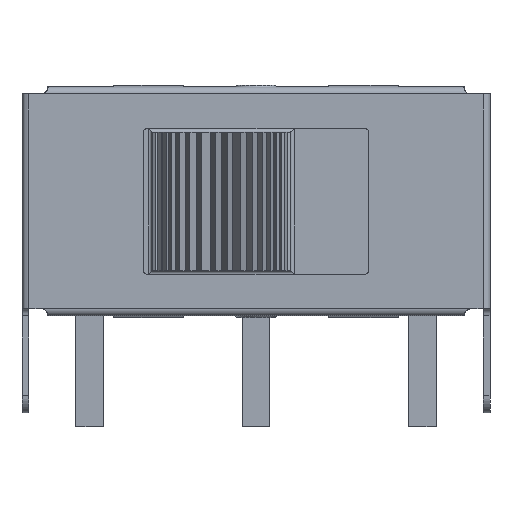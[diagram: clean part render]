
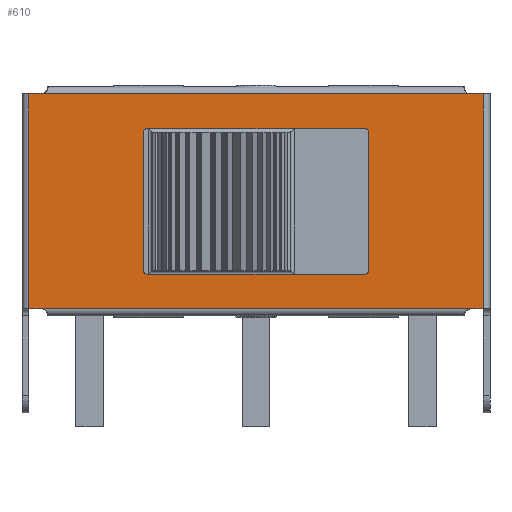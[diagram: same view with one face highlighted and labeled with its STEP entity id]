
A CAD part, front view. The second image highlights one B-rep face of the part: STEP entity #610.
In plain terms, the highlighted face is planar.
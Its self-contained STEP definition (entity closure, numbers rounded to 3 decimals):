
#5 = VERTEX_POINT ( 'NONE', #8595 ) ;
#52 = VECTOR ( 'NONE', #10799, 1000. ) ;
#610 = ADVANCED_FACE ( 'NONE', ( #6254, #3361 ), #15267, .T. ) ;
#760 = EDGE_CURVE ( 'NONE', #14768, #7855, #5571, .T. ) ;
#894 = VERTEX_POINT ( 'NONE', #1588 ) ;
#1126 = CARTESIAN_POINT ( 'NONE',  ( 3.25, 2., 0.1 ) ) ;
#1149 = DIRECTION ( 'NONE',  ( 0., 0., -1. ) ) ;
#1237 = CARTESIAN_POINT ( 'NONE',  ( 3.15, -2.1, 0.1 ) ) ;
#1343 = EDGE_CURVE ( 'NONE', #14768, #12243, #16177, .T. ) ;
#1405 = CARTESIAN_POINT ( 'NONE',  ( -3.15, 2.1, 0.1 ) ) ;
#1447 = EDGE_CURVE ( 'NONE', #7030, #14167, #18198, .T. ) ;
#1588 = CARTESIAN_POINT ( 'NONE',  ( -3.15, -2.1, 0.1 ) ) ;
#1759 = VECTOR ( 'NONE', #6207, 1000. ) ;
#1761 = DIRECTION ( 'NONE',  ( 1., 0., 0. ) ) ;
#1913 = ORIENTED_EDGE ( 'NONE', *, *, #5192, .F. ) ;
#2113 = ORIENTED_EDGE ( 'NONE', *, *, #14559, .T. ) ;
#2196 = ORIENTED_EDGE ( 'NONE', *, *, #17230, .F. ) ;
#2377 = AXIS2_PLACEMENT_3D ( 'NONE', #8552, #1149, #19066 ) ;
#2381 = DIRECTION ( 'NONE',  ( 1., 0., 0. ) ) ;
#2769 = CARTESIAN_POINT ( 'NONE',  ( 6., -3.1, 0.1 ) ) ;
#2824 = EDGE_CURVE ( 'NONE', #894, #9250, #14291, .T. ) ;
#3036 = VECTOR ( 'NONE', #19094, 1000. ) ;
#3131 = ORIENTED_EDGE ( 'NONE', *, *, #14378, .T. ) ;
#3361 = FACE_OUTER_BOUND ( 'NONE', #19047, .T. ) ;
#3541 = LINE ( 'NONE', #6943, #10482 ) ;
#3638 = EDGE_CURVE ( 'NONE', #17542, #14167, #7334, .T. ) ;
#4061 = EDGE_CURVE ( 'NONE', #14089, #9250, #17698, .T. ) ;
#4316 = ORIENTED_EDGE ( 'NONE', *, *, #5242, .F. ) ;
#4377 = DIRECTION ( 'NONE',  ( 0., 0., -1. ) ) ;
#4403 = LINE ( 'NONE', #5655, #3036 ) ;
#4497 = VERTEX_POINT ( 'NONE', #5411 ) ;
#4640 = ORIENTED_EDGE ( 'NONE', *, *, #11402, .T. ) ;
#4762 = LINE ( 'NONE', #7808, #1759 ) ;
#4850 = CARTESIAN_POINT ( 'NONE',  ( 0., -3.1, 0.1 ) ) ;
#4881 = VERTEX_POINT ( 'NONE', #1126 ) ;
#5192 = EDGE_CURVE ( 'NONE', #16916, #7868, #3541, .T. ) ;
#5242 = EDGE_CURVE ( 'NONE', #7842, #12243, #4403, .T. ) ;
#5411 = CARTESIAN_POINT ( 'NONE',  ( 6.55, 3.1, 0.1 ) ) ;
#5564 = CARTESIAN_POINT ( 'NONE',  ( -3.25, -2.1, 0.1 ) ) ;
#5571 = LINE ( 'NONE', #11552, #10912 ) ;
#5655 = CARTESIAN_POINT ( 'NONE',  ( -3.25, 2.1, 0.1 ) ) ;
#5849 = CARTESIAN_POINT ( 'NONE',  ( -3.25, 2., 0.1 ) ) ;
#5870 = DIRECTION ( 'NONE',  ( 1., 0., 0. ) ) ;
#5941 = EDGE_CURVE ( 'NONE', #894, #7855, #8888, .T. ) ;
#6000 = EDGE_CURVE ( 'NONE', #14437, #4497, #8643, .T. ) ;
#6031 = EDGE_CURVE ( 'NONE', #14089, #4881, #4762, .T. ) ;
#6205 = CARTESIAN_POINT ( 'NONE',  ( 3.15, 2., 0.1 ) ) ;
#6207 = DIRECTION ( 'NONE',  ( 0., 1., 0. ) ) ;
#6254 = FACE_BOUND ( 'NONE', #13751, .T. ) ;
#6341 = CARTESIAN_POINT ( 'NONE',  ( 6.2, -3.1, 0.1 ) ) ;
#6355 = VECTOR ( 'NONE', #17530, 1000. ) ;
#6485 = AXIS2_PLACEMENT_3D ( 'NONE', #11796, #17805, #1761 ) ;
#6623 = CARTESIAN_POINT ( 'NONE',  ( 0., 0., 0.1 ) ) ;
#6943 = CARTESIAN_POINT ( 'NONE',  ( 0., 3.1, 0.1 ) ) ;
#7030 = VERTEX_POINT ( 'NONE', #17929 ) ;
#7038 = ORIENTED_EDGE ( 'NONE', *, *, #760, .F. ) ;
#7125 = DIRECTION ( 'NONE',  ( 0., -1., 0. ) ) ;
#7180 = DIRECTION ( 'NONE',  ( 1., 0., 0. ) ) ;
#7334 = LINE ( 'NONE', #2769, #10536 ) ;
#7460 = AXIS2_PLACEMENT_3D ( 'NONE', #11620, #4377, #10898 ) ;
#7729 = VECTOR ( 'NONE', #16754, 1000. ) ;
#7808 = CARTESIAN_POINT ( 'NONE',  ( 3.25, 2.1, 0.1 ) ) ;
#7842 = VERTEX_POINT ( 'NONE', #9570 ) ;
#7855 = VERTEX_POINT ( 'NONE', #14021 ) ;
#7868 = VERTEX_POINT ( 'NONE', #10233 ) ;
#8303 = CARTESIAN_POINT ( 'NONE',  ( -6.2, -3.1, 0.1 ) ) ;
#8431 = DIRECTION ( 'NONE',  ( -1., 0., 0. ) ) ;
#8552 = CARTESIAN_POINT ( 'NONE',  ( -3.15, -2., 0.1 ) ) ;
#8595 = CARTESIAN_POINT ( 'NONE',  ( -6.55, -3.1, 0.1 ) ) ;
#8630 = ORIENTED_EDGE ( 'NONE', *, *, #1447, .F. ) ;
#8643 = LINE ( 'NONE', #12897, #17591 ) ;
#8679 = LINE ( 'NONE', #18622, #6355 ) ;
#8888 = CIRCLE ( 'NONE', #2377, 0.1 ) ;
#8925 = ORIENTED_EDGE ( 'NONE', *, *, #4061, .T. ) ;
#9109 = CARTESIAN_POINT ( 'NONE',  ( 3.25, -2., 0.1 ) ) ;
#9250 = VERTEX_POINT ( 'NONE', #1237 ) ;
#9559 = CARTESIAN_POINT ( 'NONE',  ( -6.55, 3.1, 0.1 ) ) ;
#9570 = CARTESIAN_POINT ( 'NONE',  ( 3.15, 2.1, 0.1 ) ) ;
#9783 = CARTESIAN_POINT ( 'NONE',  ( 0., -3.1, 0.1 ) ) ;
#9929 = DIRECTION ( 'NONE',  ( 1., 0., 0. ) ) ;
#9982 = LINE ( 'NONE', #9783, #11258 ) ;
#10158 = DIRECTION ( 'NONE',  ( 0., 1., 0. ) ) ;
#10233 = CARTESIAN_POINT ( 'NONE',  ( -6.2, 3.1, 0.1 ) ) ;
#10374 = ORIENTED_EDGE ( 'NONE', *, *, #5941, .T. ) ;
#10482 = VECTOR ( 'NONE', #2381, 1000. ) ;
#10536 = VECTOR ( 'NONE', #5870, 1000. ) ;
#10799 = DIRECTION ( 'NONE',  ( -1., 0., 0. ) ) ;
#10800 = LINE ( 'NONE', #15391, #7729 ) ;
#10898 = DIRECTION ( 'NONE',  ( 1., 0., 0. ) ) ;
#10912 = VECTOR ( 'NONE', #7125, 1000. ) ;
#11151 = DIRECTION ( 'NONE',  ( 1., 0., 0. ) ) ;
#11258 = VECTOR ( 'NONE', #8431, 1000. ) ;
#11358 = LINE ( 'NONE', #14776, #12017 ) ;
#11402 = EDGE_CURVE ( 'NONE', #7030, #4497, #11358, .T. ) ;
#11552 = CARTESIAN_POINT ( 'NONE',  ( -3.25, 2.1, 0.1 ) ) ;
#11620 = CARTESIAN_POINT ( 'NONE',  ( -3.15, 2., 0.1 ) ) ;
#11796 = CARTESIAN_POINT ( 'NONE',  ( 3.15, -2., 0.1 ) ) ;
#12017 = VECTOR ( 'NONE', #10158, 1000. ) ;
#12243 = VERTEX_POINT ( 'NONE', #1405 ) ;
#12807 = ORIENTED_EDGE ( 'NONE', *, *, #6000, .F. ) ;
#12897 = CARTESIAN_POINT ( 'NONE',  ( 0., 3.1, 0.1 ) ) ;
#13657 = ORIENTED_EDGE ( 'NONE', *, *, #16462, .T. ) ;
#13751 = EDGE_LOOP ( 'NONE', ( #7038, #14133, #4316, #2113, #14638, #8925, #18363, #10374 ) ) ;
#14021 = CARTESIAN_POINT ( 'NONE',  ( -3.25, -2., 0.1 ) ) ;
#14075 = AXIS2_PLACEMENT_3D ( 'NONE', #6623, #14124, #11151 ) ;
#14089 = VERTEX_POINT ( 'NONE', #9109 ) ;
#14124 = DIRECTION ( 'NONE',  ( 0., 0., 1. ) ) ;
#14133 = ORIENTED_EDGE ( 'NONE', *, *, #1343, .T. ) ;
#14167 = VERTEX_POINT ( 'NONE', #6341 ) ;
#14274 = VECTOR ( 'NONE', #17177, 1000. ) ;
#14291 = LINE ( 'NONE', #5564, #14274 ) ;
#14378 = EDGE_CURVE ( 'NONE', #16916, #5, #10800, .T. ) ;
#14437 = VERTEX_POINT ( 'NONE', #18398 ) ;
#14559 = EDGE_CURVE ( 'NONE', #7842, #4881, #16756, .T. ) ;
#14638 = ORIENTED_EDGE ( 'NONE', *, *, #6031, .F. ) ;
#14768 = VERTEX_POINT ( 'NONE', #5849 ) ;
#14776 = CARTESIAN_POINT ( 'NONE',  ( 6.55, 3.1, 0.1 ) ) ;
#15222 = AXIS2_PLACEMENT_3D ( 'NONE', #6205, #15678, #9929 ) ;
#15267 = PLANE ( 'NONE',  #14075 ) ;
#15391 = CARTESIAN_POINT ( 'NONE',  ( -6.55, -3.1, 0.1 ) ) ;
#15678 = DIRECTION ( 'NONE',  ( 0., 0., -1. ) ) ;
#15812 = ORIENTED_EDGE ( 'NONE', *, *, #3638, .T. ) ;
#16177 = CIRCLE ( 'NONE', #7460, 0.1 ) ;
#16462 = EDGE_CURVE ( 'NONE', #14437, #7868, #8679, .T. ) ;
#16754 = DIRECTION ( 'NONE',  ( 0., -1., 0. ) ) ;
#16756 = CIRCLE ( 'NONE', #15222, 0.1 ) ;
#16916 = VERTEX_POINT ( 'NONE', #9559 ) ;
#17177 = DIRECTION ( 'NONE',  ( 1., 0., 0. ) ) ;
#17230 = EDGE_CURVE ( 'NONE', #17542, #5, #9982, .T. ) ;
#17530 = DIRECTION ( 'NONE',  ( -1., 0., 0. ) ) ;
#17542 = VERTEX_POINT ( 'NONE', #8303 ) ;
#17591 = VECTOR ( 'NONE', #7180, 1000. ) ;
#17698 = CIRCLE ( 'NONE', #6485, 0.1 ) ;
#17805 = DIRECTION ( 'NONE',  ( 0., 0., -1. ) ) ;
#17929 = CARTESIAN_POINT ( 'NONE',  ( 6.55, -3.1, 0.1 ) ) ;
#18198 = LINE ( 'NONE', #4850, #52 ) ;
#18363 = ORIENTED_EDGE ( 'NONE', *, *, #2824, .F. ) ;
#18398 = CARTESIAN_POINT ( 'NONE',  ( 6.2, 3.1, 0.1 ) ) ;
#18622 = CARTESIAN_POINT ( 'NONE',  ( -6., 3.1, 0.1 ) ) ;
#19047 = EDGE_LOOP ( 'NONE', ( #8630, #4640, #12807, #13657, #1913, #3131, #2196, #15812 ) ) ;
#19066 = DIRECTION ( 'NONE',  ( 1., 0., 0. ) ) ;
#19094 = DIRECTION ( 'NONE',  ( -1., 0., 0. ) ) ;
